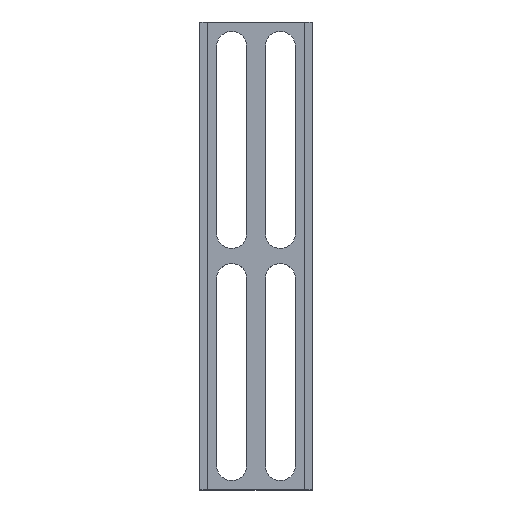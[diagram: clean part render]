
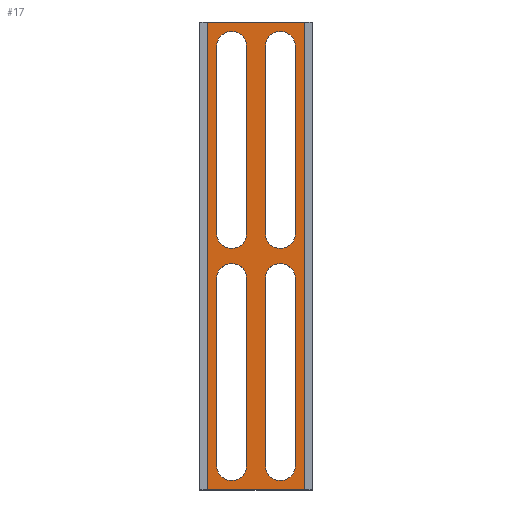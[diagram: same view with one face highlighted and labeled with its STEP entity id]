
A CAD part, top view. The second image highlights one B-rep face of the part: STEP entity #17.
In plain terms, the highlighted planar face has unit normal (0, 0, 1).
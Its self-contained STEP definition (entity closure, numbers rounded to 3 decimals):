
#17 = ADVANCED_FACE('',(#18,#52,#88,#124,#160),#196,.F.);
#18 = FACE_BOUND('',#19,.F.);
#19 = EDGE_LOOP('',(#20,#30,#38,#46));
#20 = ORIENTED_EDGE('',*,*,#21,.T.);
#21 = EDGE_CURVE('',#22,#24,#26,.T.);
#22 = VERTEX_POINT('',#23);
#23 = CARTESIAN_POINT('',(13.,62.5,-16.));
#24 = VERTEX_POINT('',#25);
#25 = CARTESIAN_POINT('',(13.,-62.5,-16.));
#26 = LINE('',#27,#28);
#27 = CARTESIAN_POINT('',(13.,62.5,-16.));
#28 = VECTOR('',#29,1.);
#29 = DIRECTION('',(0.,-1.,0.));
#30 = ORIENTED_EDGE('',*,*,#31,.T.);
#31 = EDGE_CURVE('',#24,#32,#34,.T.);
#32 = VERTEX_POINT('',#33);
#33 = CARTESIAN_POINT('',(-13.,-62.5,-16.));
#34 = LINE('',#35,#36);
#35 = CARTESIAN_POINT('',(13.,-62.5,-16.));
#36 = VECTOR('',#37,1.);
#37 = DIRECTION('',(-1.,0.,0.));
#38 = ORIENTED_EDGE('',*,*,#39,.F.);
#39 = EDGE_CURVE('',#40,#32,#42,.T.);
#40 = VERTEX_POINT('',#41);
#41 = CARTESIAN_POINT('',(-13.,62.5,-16.));
#42 = LINE('',#43,#44);
#43 = CARTESIAN_POINT('',(-13.,62.5,-16.));
#44 = VECTOR('',#45,1.);
#45 = DIRECTION('',(0.,-1.,0.));
#46 = ORIENTED_EDGE('',*,*,#47,.F.);
#47 = EDGE_CURVE('',#22,#40,#48,.T.);
#48 = LINE('',#49,#50);
#49 = CARTESIAN_POINT('',(13.,62.5,-16.));
#50 = VECTOR('',#51,1.);
#51 = DIRECTION('',(-1.,0.,0.));
#52 = FACE_BOUND('',#53,.F.);
#53 = EDGE_LOOP('',(#54,#64,#73,#81));
#54 = ORIENTED_EDGE('',*,*,#55,.F.);
#55 = EDGE_CURVE('',#56,#58,#60,.T.);
#56 = VERTEX_POINT('',#57);
#57 = CARTESIAN_POINT('',(2.5,-56.,-16.));
#58 = VERTEX_POINT('',#59);
#59 = CARTESIAN_POINT('',(2.5,-6.,-16.));
#60 = LINE('',#61,#62);
#61 = CARTESIAN_POINT('',(2.5,-56.,-16.));
#62 = VECTOR('',#63,1.);
#63 = DIRECTION('',(0.,1.,0.));
#64 = ORIENTED_EDGE('',*,*,#65,.T.);
#65 = EDGE_CURVE('',#56,#66,#68,.T.);
#66 = VERTEX_POINT('',#67);
#67 = CARTESIAN_POINT('',(10.5,-56.,-16.));
#68 = CIRCLE('',#69,4.);
#69 = AXIS2_PLACEMENT_3D('',#70,#71,#72);
#70 = CARTESIAN_POINT('',(6.5,-56.,-16.));
#71 = DIRECTION('',(0.,0.,1.));
#72 = DIRECTION('',(-1.,0.,0.));
#73 = ORIENTED_EDGE('',*,*,#74,.T.);
#74 = EDGE_CURVE('',#66,#75,#77,.T.);
#75 = VERTEX_POINT('',#76);
#76 = CARTESIAN_POINT('',(10.5,-6.,-16.));
#77 = LINE('',#78,#79);
#78 = CARTESIAN_POINT('',(10.5,-56.,-16.));
#79 = VECTOR('',#80,1.);
#80 = DIRECTION('',(0.,1.,0.));
#81 = ORIENTED_EDGE('',*,*,#82,.T.);
#82 = EDGE_CURVE('',#75,#58,#83,.T.);
#83 = CIRCLE('',#84,4.);
#84 = AXIS2_PLACEMENT_3D('',#85,#86,#87);
#85 = CARTESIAN_POINT('',(6.5,-6.,-16.));
#86 = DIRECTION('',(0.,0.,1.));
#87 = DIRECTION('',(-1.,0.,0.));
#88 = FACE_BOUND('',#89,.F.);
#89 = EDGE_LOOP('',(#90,#100,#109,#117));
#90 = ORIENTED_EDGE('',*,*,#91,.F.);
#91 = EDGE_CURVE('',#92,#94,#96,.T.);
#92 = VERTEX_POINT('',#93);
#93 = CARTESIAN_POINT('',(-10.5,-56.,-16.));
#94 = VERTEX_POINT('',#95);
#95 = CARTESIAN_POINT('',(-10.5,-6.,-16.));
#96 = LINE('',#97,#98);
#97 = CARTESIAN_POINT('',(-10.5,-56.,-16.));
#98 = VECTOR('',#99,1.);
#99 = DIRECTION('',(0.,1.,0.));
#100 = ORIENTED_EDGE('',*,*,#101,.T.);
#101 = EDGE_CURVE('',#92,#102,#104,.T.);
#102 = VERTEX_POINT('',#103);
#103 = CARTESIAN_POINT('',(-2.5,-56.,-16.));
#104 = CIRCLE('',#105,4.);
#105 = AXIS2_PLACEMENT_3D('',#106,#107,#108);
#106 = CARTESIAN_POINT('',(-6.5,-56.,-16.));
#107 = DIRECTION('',(0.,0.,1.));
#108 = DIRECTION('',(-1.,0.,0.));
#109 = ORIENTED_EDGE('',*,*,#110,.T.);
#110 = EDGE_CURVE('',#102,#111,#113,.T.);
#111 = VERTEX_POINT('',#112);
#112 = CARTESIAN_POINT('',(-2.5,-6.,-16.));
#113 = LINE('',#114,#115);
#114 = CARTESIAN_POINT('',(-2.5,-56.,-16.));
#115 = VECTOR('',#116,1.);
#116 = DIRECTION('',(0.,1.,0.));
#117 = ORIENTED_EDGE('',*,*,#118,.T.);
#118 = EDGE_CURVE('',#111,#94,#119,.T.);
#119 = CIRCLE('',#120,4.);
#120 = AXIS2_PLACEMENT_3D('',#121,#122,#123);
#121 = CARTESIAN_POINT('',(-6.5,-6.,-16.));
#122 = DIRECTION('',(0.,0.,1.));
#123 = DIRECTION('',(-1.,0.,0.));
#124 = FACE_BOUND('',#125,.F.);
#125 = EDGE_LOOP('',(#126,#136,#145,#153));
#126 = ORIENTED_EDGE('',*,*,#127,.F.);
#127 = EDGE_CURVE('',#128,#130,#132,.T.);
#128 = VERTEX_POINT('',#129);
#129 = CARTESIAN_POINT('',(2.5,6.,-16.));
#130 = VERTEX_POINT('',#131);
#131 = CARTESIAN_POINT('',(2.5,56.,-16.));
#132 = LINE('',#133,#134);
#133 = CARTESIAN_POINT('',(2.5,6.,-16.));
#134 = VECTOR('',#135,1.);
#135 = DIRECTION('',(0.,1.,0.));
#136 = ORIENTED_EDGE('',*,*,#137,.T.);
#137 = EDGE_CURVE('',#128,#138,#140,.T.);
#138 = VERTEX_POINT('',#139);
#139 = CARTESIAN_POINT('',(10.5,6.,-16.));
#140 = CIRCLE('',#141,4.);
#141 = AXIS2_PLACEMENT_3D('',#142,#143,#144);
#142 = CARTESIAN_POINT('',(6.5,6.,-16.));
#143 = DIRECTION('',(0.,0.,1.));
#144 = DIRECTION('',(-1.,0.,0.));
#145 = ORIENTED_EDGE('',*,*,#146,.T.);
#146 = EDGE_CURVE('',#138,#147,#149,.T.);
#147 = VERTEX_POINT('',#148);
#148 = CARTESIAN_POINT('',(10.5,56.,-16.));
#149 = LINE('',#150,#151);
#150 = CARTESIAN_POINT('',(10.5,6.,-16.));
#151 = VECTOR('',#152,1.);
#152 = DIRECTION('',(0.,1.,0.));
#153 = ORIENTED_EDGE('',*,*,#154,.T.);
#154 = EDGE_CURVE('',#147,#130,#155,.T.);
#155 = CIRCLE('',#156,4.);
#156 = AXIS2_PLACEMENT_3D('',#157,#158,#159);
#157 = CARTESIAN_POINT('',(6.5,56.,-16.));
#158 = DIRECTION('',(0.,0.,1.));
#159 = DIRECTION('',(-1.,0.,0.));
#160 = FACE_BOUND('',#161,.F.);
#161 = EDGE_LOOP('',(#162,#172,#181,#189));
#162 = ORIENTED_EDGE('',*,*,#163,.F.);
#163 = EDGE_CURVE('',#164,#166,#168,.T.);
#164 = VERTEX_POINT('',#165);
#165 = CARTESIAN_POINT('',(-10.5,6.,-16.));
#166 = VERTEX_POINT('',#167);
#167 = CARTESIAN_POINT('',(-10.5,56.,-16.));
#168 = LINE('',#169,#170);
#169 = CARTESIAN_POINT('',(-10.5,6.,-16.));
#170 = VECTOR('',#171,1.);
#171 = DIRECTION('',(0.,1.,0.));
#172 = ORIENTED_EDGE('',*,*,#173,.T.);
#173 = EDGE_CURVE('',#164,#174,#176,.T.);
#174 = VERTEX_POINT('',#175);
#175 = CARTESIAN_POINT('',(-2.5,6.,-16.));
#176 = CIRCLE('',#177,4.);
#177 = AXIS2_PLACEMENT_3D('',#178,#179,#180);
#178 = CARTESIAN_POINT('',(-6.5,6.,-16.));
#179 = DIRECTION('',(0.,0.,1.));
#180 = DIRECTION('',(-1.,0.,0.));
#181 = ORIENTED_EDGE('',*,*,#182,.T.);
#182 = EDGE_CURVE('',#174,#183,#185,.T.);
#183 = VERTEX_POINT('',#184);
#184 = CARTESIAN_POINT('',(-2.5,56.,-16.));
#185 = LINE('',#186,#187);
#186 = CARTESIAN_POINT('',(-2.5,6.,-16.));
#187 = VECTOR('',#188,1.);
#188 = DIRECTION('',(0.,1.,0.));
#189 = ORIENTED_EDGE('',*,*,#190,.T.);
#190 = EDGE_CURVE('',#183,#166,#191,.T.);
#191 = CIRCLE('',#192,4.);
#192 = AXIS2_PLACEMENT_3D('',#193,#194,#195);
#193 = CARTESIAN_POINT('',(-6.5,56.,-16.));
#194 = DIRECTION('',(0.,0.,1.));
#195 = DIRECTION('',(-1.,0.,0.));
#196 = PLANE('',#197);
#197 = AXIS2_PLACEMENT_3D('',#198,#199,#200);
#198 = CARTESIAN_POINT('',(13.,62.5,-16.));
#199 = DIRECTION('',(0.,0.,-1.));
#200 = DIRECTION('',(-1.,0.,0.));
